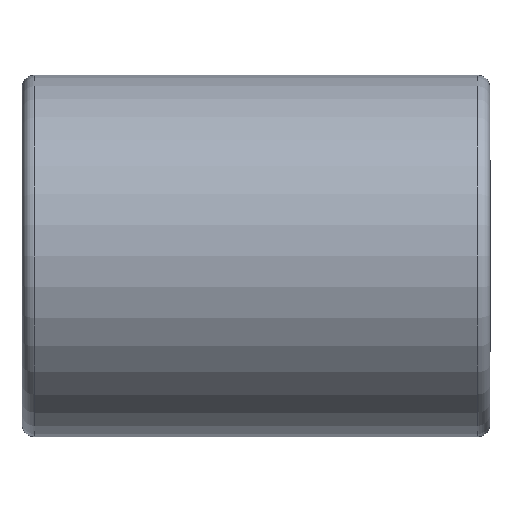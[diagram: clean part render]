
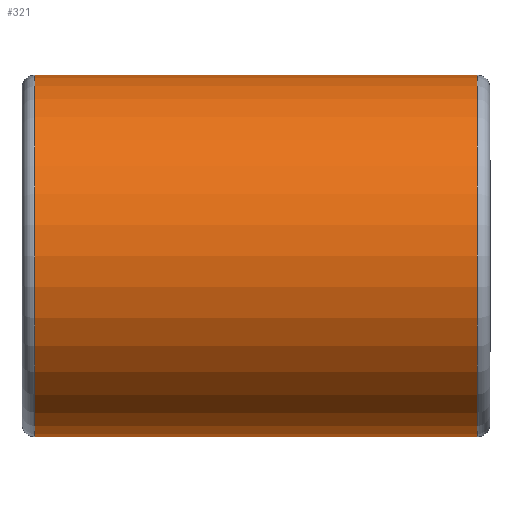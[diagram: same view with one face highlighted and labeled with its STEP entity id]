
A CAD part, front view. The second image highlights one B-rep face of the part: STEP entity #321.
In plain terms, the highlighted cylindrical face has radius 42.5 mm (diameter 85 mm), a partial arc.
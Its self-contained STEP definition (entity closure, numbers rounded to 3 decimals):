
#321 = ADVANCED_FACE ( 'NONE', ( #4161 ), #3721, .T. ) ;
#361 = EDGE_CURVE ( 'NONE', #4312, #2862, #3113, .T. ) ;
#364 = EDGE_CURVE ( 'NONE', #2821, #4312, #810, .T. ) ;
#477 = ORIENTED_EDGE ( 'NONE', *, *, #1717, .F. ) ;
#556 = AXIS2_PLACEMENT_3D ( 'NONE', #4276, #3560, #4318 ) ;
#712 = CARTESIAN_POINT ( 'NONE',  ( 3., 0., 42.5 ) ) ;
#810 = LINE ( 'NONE', #4716, #3534 ) ;
#815 = VERTEX_POINT ( 'NONE', #2747 ) ;
#1091 = CARTESIAN_POINT ( 'NONE',  ( 107., 0., 42.5 ) ) ;
#1704 = DIRECTION ( 'NONE',  ( 0., 0., -1. ) ) ;
#1717 = EDGE_CURVE ( 'NONE', #815, #2862, #3439, .T. ) ;
#1894 = DIRECTION ( 'NONE',  ( -1., 0., 0. ) ) ;
#1899 = ORIENTED_EDGE ( 'NONE', *, *, #4141, .T. ) ;
#1922 = DIRECTION ( 'NONE',  ( 0., 0., 1. ) ) ;
#1935 = ORIENTED_EDGE ( 'NONE', *, *, #364, .T. ) ;
#2071 = CARTESIAN_POINT ( 'NONE',  ( 3., 0., 0. ) ) ;
#2246 = VECTOR ( 'NONE', #3400, 1000. ) ;
#2380 = CARTESIAN_POINT ( 'NONE',  ( 3., 0., -42.5 ) ) ;
#2747 = CARTESIAN_POINT ( 'NONE',  ( 107., 0., -42.5 ) ) ;
#2821 = VERTEX_POINT ( 'NONE', #1091 ) ;
#2862 = VERTEX_POINT ( 'NONE', #2380 ) ;
#2909 = DIRECTION ( 'NONE',  ( 1., 0., 0. ) ) ;
#2984 = AXIS2_PLACEMENT_3D ( 'NONE', #4658, #1894, #1922 ) ;
#3113 = CIRCLE ( 'NONE', #4769, 42.5 ) ;
#3400 = DIRECTION ( 'NONE',  ( -1., 0., 0. ) ) ;
#3439 = LINE ( 'NONE', #3895, #2246 ) ;
#3534 = VECTOR ( 'NONE', #5049, 1000. ) ;
#3560 = DIRECTION ( 'NONE',  ( -1., 0., 0. ) ) ;
#3721 = CYLINDRICAL_SURFACE ( 'NONE', #556, 42.5 ) ;
#3895 = CARTESIAN_POINT ( 'NONE',  ( 0., 0., -42.5 ) ) ;
#4005 = ORIENTED_EDGE ( 'NONE', *, *, #361, .T. ) ;
#4141 = EDGE_CURVE ( 'NONE', #815, #2821, #4499, .T. ) ;
#4161 = FACE_OUTER_BOUND ( 'NONE', #4481, .T. ) ;
#4276 = CARTESIAN_POINT ( 'NONE',  ( 0., 0., 0. ) ) ;
#4312 = VERTEX_POINT ( 'NONE', #712 ) ;
#4318 = DIRECTION ( 'NONE',  ( 0., 0., 1. ) ) ;
#4481 = EDGE_LOOP ( 'NONE', ( #477, #1899, #1935, #4005 ) ) ;
#4499 = CIRCLE ( 'NONE', #2984, 42.5 ) ;
#4658 = CARTESIAN_POINT ( 'NONE',  ( 107., 0., 0. ) ) ;
#4716 = CARTESIAN_POINT ( 'NONE',  ( 0., 0., 42.5 ) ) ;
#4769 = AXIS2_PLACEMENT_3D ( 'NONE', #2071, #2909, #1704 ) ;
#5049 = DIRECTION ( 'NONE',  ( -1., 0., 0. ) ) ;
